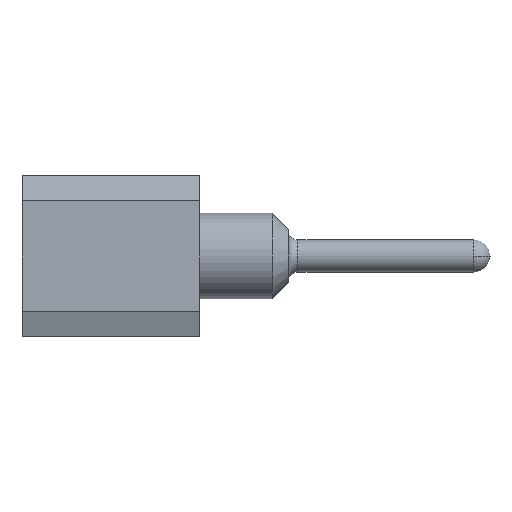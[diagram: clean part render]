
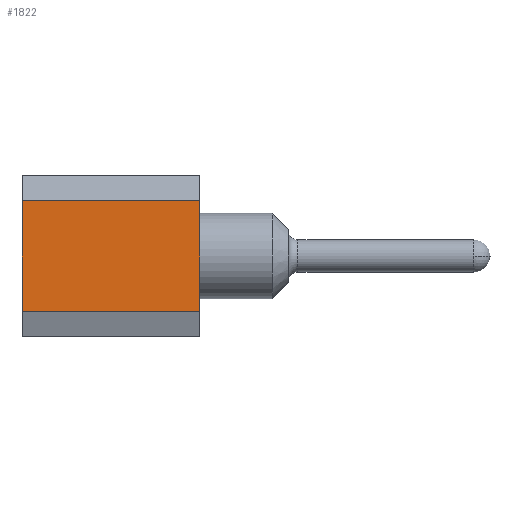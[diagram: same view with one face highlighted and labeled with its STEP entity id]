
A CAD part, left-side view. The second image highlights one B-rep face of the part: STEP entity #1822.
In plain terms, the highlighted planar face has unit normal (-1, 0, 0).
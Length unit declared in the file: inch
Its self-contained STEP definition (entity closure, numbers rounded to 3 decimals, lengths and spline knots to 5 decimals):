
#8 = EDGE_CURVE ( 'NONE', #110, #752, #1548, .T. ) ;
#39 = LINE ( 'NONE', #2145, #1008 ) ;
#45 = DIRECTION ( 'NONE',  ( 0., 1., 0. ) ) ;
#110 = VERTEX_POINT ( 'NONE', #305 ) ;
#275 = PLANE ( 'NONE',  #2670 ) ;
#286 = VERTEX_POINT ( 'NONE', #987 ) ;
#305 = CARTESIAN_POINT ( 'NONE',  ( -0.01203, -0.11, -0.08425 ) ) ;
#306 = VECTOR ( 'NONE', #1329, 39.37008 ) ;
#439 = EDGE_CURVE ( 'NONE', #286, #460, #39, .T. ) ;
#460 = VERTEX_POINT ( 'NONE', #706 ) ;
#492 = DIRECTION ( 'NONE',  ( 0., 0., 1. ) ) ;
#580 = EDGE_CURVE ( 'NONE', #110, #286, #1586, .T. ) ;
#674 = DIRECTION ( 'NONE',  ( -1., 0., 0. ) ) ;
#697 = EDGE_LOOP ( 'NONE', ( #1145, #864, #1728, #1718 ) ) ;
#706 = CARTESIAN_POINT ( 'NONE',  ( -0.01203, 0., -0.01575 ) ) ;
#715 = EDGE_CURVE ( 'NONE', #752, #460, #1692, .T. ) ;
#752 = VERTEX_POINT ( 'NONE', #889 ) ;
#864 = ORIENTED_EDGE ( 'NONE', *, *, #580, .F. ) ;
#889 = CARTESIAN_POINT ( 'NONE',  ( -0.01203, -0.11, -0.01575 ) ) ;
#987 = CARTESIAN_POINT ( 'NONE',  ( -0.01203, 0., -0.08425 ) ) ;
#1008 = VECTOR ( 'NONE', #492, 39.37008 ) ;
#1109 = DIRECTION ( 'NONE',  ( 0., 0., 1. ) ) ;
#1145 = ORIENTED_EDGE ( 'NONE', *, *, #439, .F. ) ;
#1323 = CARTESIAN_POINT ( 'NONE',  ( -0.01203, -0.11, -0.08425 ) ) ;
#1329 = DIRECTION ( 'NONE',  ( 0., 0., 1. ) ) ;
#1506 = FACE_OUTER_BOUND ( 'NONE', #697, .T. ) ;
#1548 = LINE ( 'NONE', #1726, #306 ) ;
#1586 = LINE ( 'NONE', #2597, #1713 ) ;
#1692 = LINE ( 'NONE', #1931, #1925 ) ;
#1713 = VECTOR ( 'NONE', #1985, 39.37008 ) ;
#1718 = ORIENTED_EDGE ( 'NONE', *, *, #715, .T. ) ;
#1726 = CARTESIAN_POINT ( 'NONE',  ( -0.01203, -0.11, -0.08425 ) ) ;
#1728 = ORIENTED_EDGE ( 'NONE', *, *, #8, .T. ) ;
#1822 = ADVANCED_FACE ( 'NONE', ( #1506 ), #275, .T. ) ;
#1925 = VECTOR ( 'NONE', #45, 39.37008 ) ;
#1931 = CARTESIAN_POINT ( 'NONE',  ( -0.01203, -0.11, -0.01575 ) ) ;
#1985 = DIRECTION ( 'NONE',  ( 0., 1., 0. ) ) ;
#2145 = CARTESIAN_POINT ( 'NONE',  ( -0.01203, 0., -0.08425 ) ) ;
#2597 = CARTESIAN_POINT ( 'NONE',  ( -0.01203, -0.11, -0.08425 ) ) ;
#2670 = AXIS2_PLACEMENT_3D ( 'NONE', #1323, #674, #1109 ) ;
